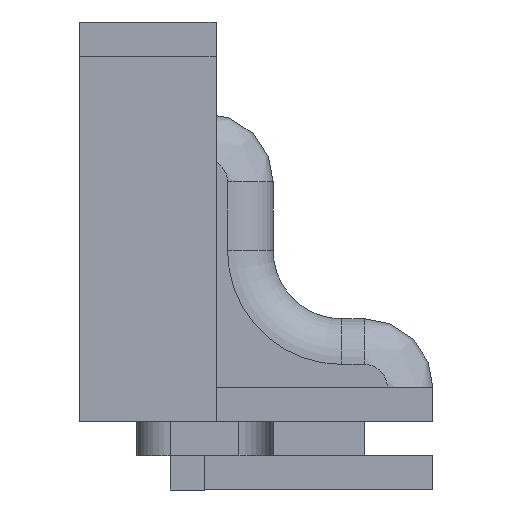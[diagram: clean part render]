
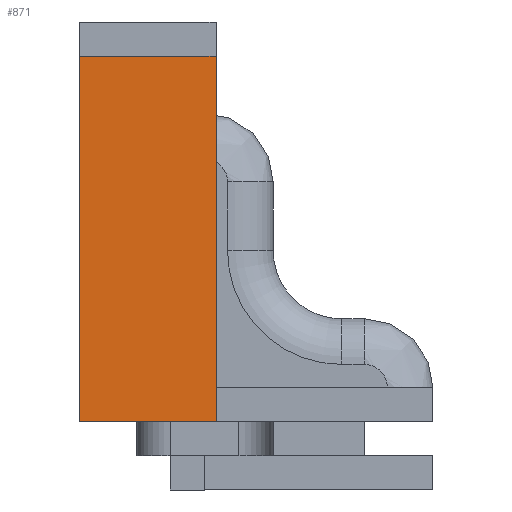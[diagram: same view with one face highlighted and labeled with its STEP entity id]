
A CAD part, left-side view. The second image highlights one B-rep face of the part: STEP entity #871.
In plain terms, the highlighted planar face has unit normal (-1, 0, 0).
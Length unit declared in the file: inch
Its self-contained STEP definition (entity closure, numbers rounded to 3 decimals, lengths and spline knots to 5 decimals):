
#133=FACE_OUTER_BOUND('',#183,.T.);
#183=EDGE_LOOP('',(#653,#654,#655,#656));
#247=LINE('',#1451,#335);
#251=LINE('',#1459,#339);
#254=LINE('',#1465,#342);
#257=LINE('',#1470,#345);
#335=VECTOR('',#1182,0.3937);
#339=VECTOR('',#1188,0.3937);
#342=VECTOR('',#1193,0.3937);
#345=VECTOR('',#1198,0.3937);
#415=VERTEX_POINT('',#1449);
#416=VERTEX_POINT('',#1450);
#419=VERTEX_POINT('',#1458);
#421=VERTEX_POINT('',#1464);
#499=EDGE_CURVE('',#415,#416,#247,.T.);
#503=EDGE_CURVE('',#416,#419,#251,.T.);
#506=EDGE_CURVE('',#419,#421,#254,.T.);
#509=EDGE_CURVE('',#421,#415,#257,.T.);
#653=ORIENTED_EDGE('',*,*,#509,.T.);
#654=ORIENTED_EDGE('',*,*,#499,.T.);
#655=ORIENTED_EDGE('',*,*,#503,.T.);
#656=ORIENTED_EDGE('',*,*,#506,.T.);
#833=PLANE('',#1054);
#871=ADVANCED_FACE('',(#133),#833,.F.);
#1054=AXIS2_PLACEMENT_3D('',#1472,#1200,#1201);
#1182=DIRECTION('',(0.,0.,-1.));
#1188=DIRECTION('',(0.,-1.,0.));
#1193=DIRECTION('',(0.,0.,1.));
#1198=DIRECTION('',(0.,1.,0.));
#1200=DIRECTION('center_axis',(1.,0.,0.));
#1201=DIRECTION('ref_axis',(0.,0.,-1.));
#1449=CARTESIAN_POINT('',(0.,1.5,4.));
#1450=CARTESIAN_POINT('',(0.,1.5,-4.));
#1451=CARTESIAN_POINT('',(0.,1.5,4.));
#1458=CARTESIAN_POINT('',(0.,-1.5,-4.));
#1459=CARTESIAN_POINT('',(0.,1.5,-4.));
#1464=CARTESIAN_POINT('',(0.,-1.5,4.));
#1465=CARTESIAN_POINT('',(0.,-1.5,-4.));
#1470=CARTESIAN_POINT('',(0.,-1.5,4.));
#1472=CARTESIAN_POINT('Origin',(0.,0.,0.));
